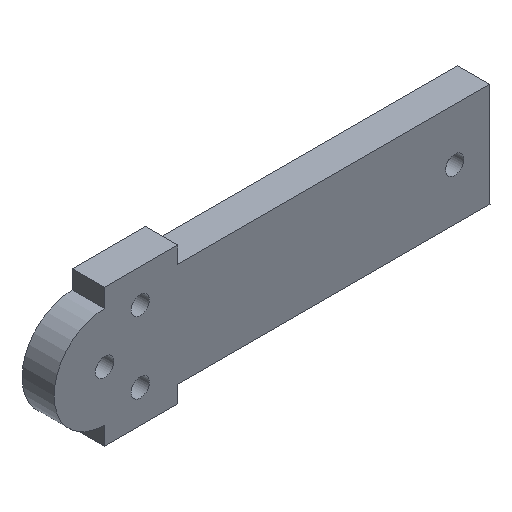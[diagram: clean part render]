
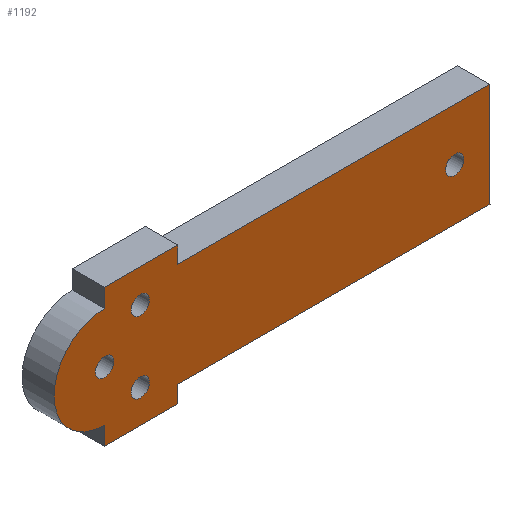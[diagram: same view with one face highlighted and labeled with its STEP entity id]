
A CAD part, isometric view. The second image highlights one B-rep face of the part: STEP entity #1192.
In plain terms, the highlighted planar face has unit normal (0, -1, 0).
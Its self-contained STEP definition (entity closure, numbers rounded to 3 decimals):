
#23=FACE_BOUND('',#198,.T.);
#24=FACE_BOUND('',#199,.T.);
#25=FACE_BOUND('',#200,.T.);
#26=FACE_BOUND('',#201,.T.);
#65=PLANE('',#1323);
#127=FACE_OUTER_BOUND('',#197,.T.);
#197=EDGE_LOOP('',(#1094,#1095,#1096,#1097,#1098,#1099,#1100,#1101,#1102,
#1103));
#198=EDGE_LOOP('',(#1104));
#199=EDGE_LOOP('',(#1105));
#200=EDGE_LOOP('',(#1106));
#201=EDGE_LOOP('',(#1107));
#296=LINE('',#1948,#418);
#300=LINE('',#1956,#422);
#303=LINE('',#1962,#425);
#307=LINE('',#1974,#429);
#310=LINE('',#1980,#432);
#313=LINE('',#1986,#435);
#316=LINE('',#1992,#438);
#319=LINE('',#1998,#441);
#322=LINE('',#2003,#444);
#418=VECTOR('',#1610,10.);
#422=VECTOR('',#1616,10.);
#425=VECTOR('',#1621,10.);
#429=VECTOR('',#1633,10.);
#432=VECTOR('',#1638,10.);
#435=VECTOR('',#1643,10.);
#438=VECTOR('',#1648,10.);
#441=VECTOR('',#1653,10.);
#444=VECTOR('',#1658,10.);
#486=CIRCLE('',#1303,1.);
#487=CIRCLE('',#1305,1.);
#488=CIRCLE('',#1307,1.);
#489=CIRCLE('',#1309,1.);
#490=CIRCLE('',#1314,5.5);
#580=VERTEX_POINT('',#1930);
#581=VERTEX_POINT('',#1934);
#582=VERTEX_POINT('',#1938);
#583=VERTEX_POINT('',#1942);
#584=VERTEX_POINT('',#1946);
#585=VERTEX_POINT('',#1947);
#588=VERTEX_POINT('',#1955);
#590=VERTEX_POINT('',#1961);
#592=VERTEX_POINT('',#1967);
#594=VERTEX_POINT('',#1973);
#596=VERTEX_POINT('',#1979);
#598=VERTEX_POINT('',#1985);
#600=VERTEX_POINT('',#1991);
#602=VERTEX_POINT('',#1997);
#735=EDGE_CURVE('',#580,#580,#486,.T.);
#737=EDGE_CURVE('',#581,#581,#487,.T.);
#739=EDGE_CURVE('',#582,#582,#488,.T.);
#741=EDGE_CURVE('',#583,#583,#489,.T.);
#742=EDGE_CURVE('',#584,#585,#296,.T.);
#746=EDGE_CURVE('',#588,#584,#300,.T.);
#749=EDGE_CURVE('',#590,#588,#303,.T.);
#752=EDGE_CURVE('',#592,#590,#490,.T.);
#755=EDGE_CURVE('',#594,#592,#307,.T.);
#758=EDGE_CURVE('',#596,#594,#310,.T.);
#761=EDGE_CURVE('',#598,#596,#313,.T.);
#764=EDGE_CURVE('',#600,#598,#316,.T.);
#767=EDGE_CURVE('',#602,#600,#319,.T.);
#770=EDGE_CURVE('',#585,#602,#322,.T.);
#1094=ORIENTED_EDGE('',*,*,#770,.F.);
#1095=ORIENTED_EDGE('',*,*,#742,.F.);
#1096=ORIENTED_EDGE('',*,*,#746,.F.);
#1097=ORIENTED_EDGE('',*,*,#749,.F.);
#1098=ORIENTED_EDGE('',*,*,#752,.F.);
#1099=ORIENTED_EDGE('',*,*,#755,.F.);
#1100=ORIENTED_EDGE('',*,*,#758,.F.);
#1101=ORIENTED_EDGE('',*,*,#761,.F.);
#1102=ORIENTED_EDGE('',*,*,#764,.F.);
#1103=ORIENTED_EDGE('',*,*,#767,.F.);
#1104=ORIENTED_EDGE('',*,*,#741,.F.);
#1105=ORIENTED_EDGE('',*,*,#739,.F.);
#1106=ORIENTED_EDGE('',*,*,#737,.F.);
#1107=ORIENTED_EDGE('',*,*,#735,.F.);
#1192=ADVANCED_FACE('',(#127,#23,#24,#25,#26),#65,.F.);
#1303=AXIS2_PLACEMENT_3D('',#1932,#1591,#1592);
#1305=AXIS2_PLACEMENT_3D('',#1936,#1596,#1597);
#1307=AXIS2_PLACEMENT_3D('',#1940,#1601,#1602);
#1309=AXIS2_PLACEMENT_3D('',#1944,#1606,#1607);
#1314=AXIS2_PLACEMENT_3D('',#1968,#1626,#1627);
#1323=AXIS2_PLACEMENT_3D('',#2006,#1662,#1663);
#1591=DIRECTION('center_axis',(0.,-1.,0.));
#1592=DIRECTION('ref_axis',(1.,0.,0.));
#1596=DIRECTION('center_axis',(0.,-1.,0.));
#1597=DIRECTION('ref_axis',(1.,0.,0.));
#1601=DIRECTION('center_axis',(0.,-1.,0.));
#1602=DIRECTION('ref_axis',(1.,0.,0.));
#1606=DIRECTION('center_axis',(0.,-1.,0.));
#1607=DIRECTION('ref_axis',(1.,0.,0.));
#1610=DIRECTION('',(0.,0.,-1.));
#1616=DIRECTION('',(1.,0.,0.));
#1621=DIRECTION('',(0.,0.,1.));
#1626=DIRECTION('center_axis',(0.,1.,0.));
#1627=DIRECTION('ref_axis',(0.,0.,-1.));
#1633=DIRECTION('',(0.,0.,1.));
#1638=DIRECTION('',(-1.,0.,0.));
#1643=DIRECTION('',(0.,0.,-1.));
#1648=DIRECTION('',(-1.,0.,0.));
#1653=DIRECTION('',(0.,0.,-1.));
#1658=DIRECTION('',(1.,0.,0.));
#1662=DIRECTION('center_axis',(0.,1.,0.));
#1663=DIRECTION('ref_axis',(0.,0.,1.));
#1930=CARTESIAN_POINT('',(2.889,-0.1,-3.889));
#1932=CARTESIAN_POINT('Origin',(3.889,-0.1,-3.889));
#1934=CARTESIAN_POINT('',(37.147,-0.1,0.));
#1936=CARTESIAN_POINT('Origin',(38.147,-0.1,0.));
#1938=CARTESIAN_POINT('',(-1.,-0.1,0.));
#1940=CARTESIAN_POINT('Origin',(0.,-0.1,0.));
#1942=CARTESIAN_POINT('',(2.889,-0.1,3.889));
#1944=CARTESIAN_POINT('Origin',(3.889,-0.1,3.889));
#1946=CARTESIAN_POINT('',(8.,-0.1,7.5));
#1947=CARTESIAN_POINT('',(8.,-0.1,5.664));
#1948=CARTESIAN_POINT('',(8.,-0.1,7.5));
#1955=CARTESIAN_POINT('',(0.,-0.1,7.5));
#1956=CARTESIAN_POINT('',(0.,-0.1,7.5));
#1961=CARTESIAN_POINT('',(0.,-0.1,5.5));
#1962=CARTESIAN_POINT('',(0.,-0.1,5.5));
#1967=CARTESIAN_POINT('',(0.,-0.1,-5.5));
#1968=CARTESIAN_POINT('Origin',(0.,-0.1,0.));
#1973=CARTESIAN_POINT('',(0.,-0.1,-7.5));
#1974=CARTESIAN_POINT('',(0.,-0.1,-7.5));
#1979=CARTESIAN_POINT('',(8.,-0.1,-7.5));
#1980=CARTESIAN_POINT('',(10.,-0.1,-7.5));
#1985=CARTESIAN_POINT('',(8.,-0.1,-5.664));
#1986=CARTESIAN_POINT('',(8.,-0.1,-5.5));
#1991=CARTESIAN_POINT('',(42.,-0.1,-5.664));
#1992=CARTESIAN_POINT('',(42.,-0.1,-5.664));
#1997=CARTESIAN_POINT('',(42.,-0.1,5.664));
#1998=CARTESIAN_POINT('',(42.,-0.1,5.5));
#2003=CARTESIAN_POINT('',(8.,-0.1,5.664));
#2006=CARTESIAN_POINT('Origin',(18.25,-0.1,0.));
